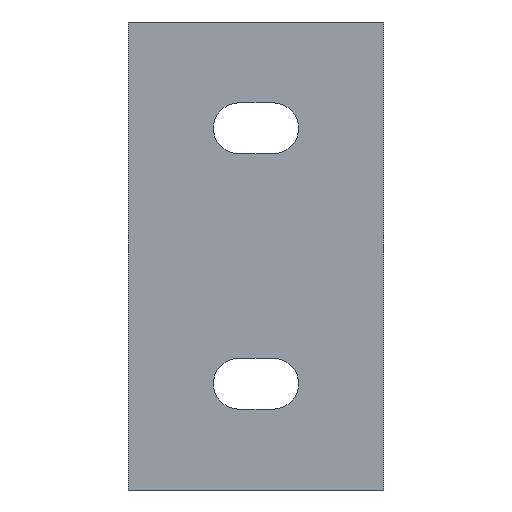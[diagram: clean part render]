
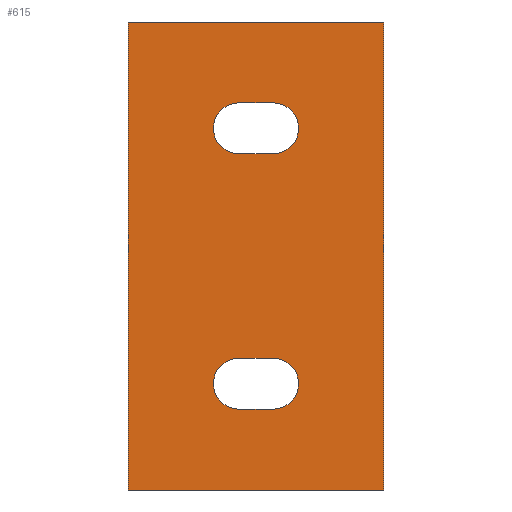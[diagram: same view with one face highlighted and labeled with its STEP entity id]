
A CAD part, front view. The second image highlights one B-rep face of the part: STEP entity #615.
In plain terms, the highlighted planar face has unit normal (0, -1, 0).
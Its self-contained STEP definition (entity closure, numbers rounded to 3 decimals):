
#19=FACE_BOUND('',#130,.T.);
#20=FACE_BOUND('',#131,.T.);
#36=CIRCLE('',#664,3.);
#38=CIRCLE('',#668,3.);
#40=CIRCLE('',#671,3.);
#42=CIRCLE('',#675,3.);
#94=FACE_OUTER_BOUND('',#129,.T.);
#129=EDGE_LOOP('',(#538,#539,#540,#541));
#130=EDGE_LOOP('',(#542,#543,#544,#545));
#131=EDGE_LOOP('',(#546,#547,#548,#549));
#158=LINE('',#955,#215);
#163=LINE('',#969,#220);
#168=LINE('',#987,#225);
#172=LINE('',#998,#229);
#179=LINE('',#1023,#236);
#189=LINE('',#1049,#246);
#190=LINE('',#1052,#247);
#191=LINE('',#1053,#248);
#215=VECTOR('',#773,10.);
#220=VECTOR('',#786,10.);
#225=VECTOR('',#805,10.);
#229=VECTOR('',#817,10.);
#236=VECTOR('',#842,10.);
#246=VECTOR('',#870,10.);
#247=VECTOR('',#873,10.);
#248=VECTOR('',#874,10.);
#275=VERTEX_POINT('',#953);
#276=VERTEX_POINT('',#954);
#279=VERTEX_POINT('',#962);
#281=VERTEX_POINT('',#968);
#283=VERTEX_POINT('',#977);
#284=VERTEX_POINT('',#978);
#287=VERTEX_POINT('',#986);
#289=VERTEX_POINT('',#992);
#298=VERTEX_POINT('',#1021);
#299=VERTEX_POINT('',#1022);
#306=VERTEX_POINT('',#1047);
#307=VERTEX_POINT('',#1051);
#343=EDGE_CURVE('',#275,#276,#158,.T.);
#347=EDGE_CURVE('',#279,#275,#36,.T.);
#350=EDGE_CURVE('',#281,#279,#163,.T.);
#353=EDGE_CURVE('',#276,#281,#38,.T.);
#355=EDGE_CURVE('',#283,#284,#40,.T.);
#359=EDGE_CURVE('',#287,#283,#168,.T.);
#362=EDGE_CURVE('',#289,#287,#42,.T.);
#365=EDGE_CURVE('',#284,#289,#172,.T.);
#377=EDGE_CURVE('',#298,#299,#179,.T.);
#391=EDGE_CURVE('',#298,#306,#189,.T.);
#392=EDGE_CURVE('',#306,#307,#190,.T.);
#393=EDGE_CURVE('',#299,#307,#191,.T.);
#538=ORIENTED_EDGE('',*,*,#391,.T.);
#539=ORIENTED_EDGE('',*,*,#392,.T.);
#540=ORIENTED_EDGE('',*,*,#393,.F.);
#541=ORIENTED_EDGE('',*,*,#377,.F.);
#542=ORIENTED_EDGE('',*,*,#343,.T.);
#543=ORIENTED_EDGE('',*,*,#353,.T.);
#544=ORIENTED_EDGE('',*,*,#350,.T.);
#545=ORIENTED_EDGE('',*,*,#347,.T.);
#546=ORIENTED_EDGE('',*,*,#355,.T.);
#547=ORIENTED_EDGE('',*,*,#365,.T.);
#548=ORIENTED_EDGE('',*,*,#362,.T.);
#549=ORIENTED_EDGE('',*,*,#359,.T.);
#584=PLANE('',#696);
#615=ADVANCED_FACE('',(#94,#19,#20),#584,.T.);
#664=AXIS2_PLACEMENT_3D('',#963,#779,#780);
#668=AXIS2_PLACEMENT_3D('',#974,#791,#792);
#671=AXIS2_PLACEMENT_3D('',#979,#797,#798);
#675=AXIS2_PLACEMENT_3D('',#993,#810,#811);
#696=AXIS2_PLACEMENT_3D('',#1050,#871,#872);
#773=DIRECTION('',(1.,0.,0.));
#779=DIRECTION('center_axis',(0.,1.,0.));
#780=DIRECTION('ref_axis',(0.,0.,1.));
#786=DIRECTION('',(-1.,0.,0.));
#791=DIRECTION('center_axis',(0.,1.,0.));
#792=DIRECTION('ref_axis',(0.,0.,-1.));
#797=DIRECTION('center_axis',(0.,1.,0.));
#798=DIRECTION('ref_axis',(0.,0.,1.));
#805=DIRECTION('',(-1.,0.,0.));
#810=DIRECTION('center_axis',(0.,1.,0.));
#811=DIRECTION('ref_axis',(0.,0.,-1.));
#817=DIRECTION('',(1.,0.,0.));
#842=DIRECTION('',(-1.,0.,0.));
#870=DIRECTION('',(0.,0.,1.));
#871=DIRECTION('center_axis',(0.,-1.,0.));
#872=DIRECTION('ref_axis',(1.,0.,0.));
#873=DIRECTION('',(-1.,0.,0.));
#874=DIRECTION('',(0.,0.,1.));
#953=CARTESIAN_POINT('',(13.,0.,13.));
#954=CARTESIAN_POINT('',(17.,0.,13.));
#955=CARTESIAN_POINT('',(6.5,0.,13.));
#962=CARTESIAN_POINT('',(13.,0.,7.));
#963=CARTESIAN_POINT('Origin',(13.,0.,10.));
#968=CARTESIAN_POINT('',(17.,0.,7.));
#969=CARTESIAN_POINT('',(8.5,0.,7.));
#974=CARTESIAN_POINT('Origin',(17.,0.,10.));
#977=CARTESIAN_POINT('',(13.,0.,37.));
#978=CARTESIAN_POINT('',(13.,0.,43.));
#979=CARTESIAN_POINT('Origin',(13.,0.,40.));
#986=CARTESIAN_POINT('',(17.,0.,37.));
#987=CARTESIAN_POINT('',(8.5,0.,37.));
#992=CARTESIAN_POINT('',(17.,0.,43.));
#993=CARTESIAN_POINT('Origin',(17.,0.,40.));
#998=CARTESIAN_POINT('',(6.5,0.,43.));
#1021=CARTESIAN_POINT('',(30.,0.,-2.5));
#1022=CARTESIAN_POINT('',(0.,0.,-2.5));
#1023=CARTESIAN_POINT('',(0.,0.,-2.5));
#1047=CARTESIAN_POINT('',(30.,0.,52.5));
#1049=CARTESIAN_POINT('',(30.,0.,0.));
#1050=CARTESIAN_POINT('Origin',(0.,0.,0.));
#1051=CARTESIAN_POINT('',(0.,0.,52.5));
#1052=CARTESIAN_POINT('',(7.5,0.,52.5));
#1053=CARTESIAN_POINT('',(0.,0.,0.));
